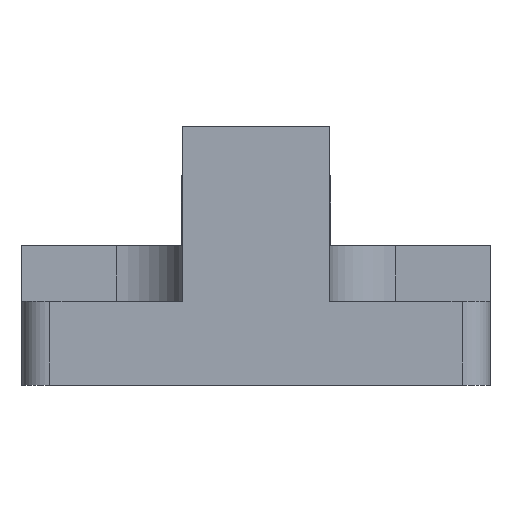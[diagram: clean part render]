
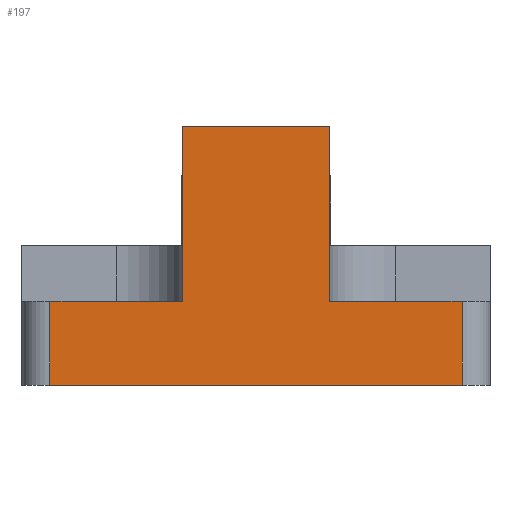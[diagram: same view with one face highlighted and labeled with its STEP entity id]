
A CAD part, left-side view. The second image highlights one B-rep face of the part: STEP entity #197.
In plain terms, the highlighted planar face has unit normal (-1, 0, 0).
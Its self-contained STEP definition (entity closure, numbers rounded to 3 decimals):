
#197 = ADVANCED_FACE( '', ( #309 ), #310, .F. );
#309 = FACE_OUTER_BOUND( '', #512, .T. );
#310 = PLANE( '', #513 );
#512 = EDGE_LOOP( '', ( #885, #886, #887, #888, #889, #890, #891, #892 ) );
#513 = AXIS2_PLACEMENT_3D( '', #893, #894, #895 );
#885 = ORIENTED_EDGE( '', *, *, #1428, .F. );
#886 = ORIENTED_EDGE( '', *, *, #1429, .T. );
#887 = ORIENTED_EDGE( '', *, *, #1430, .T. );
#888 = ORIENTED_EDGE( '', *, *, #1431, .T. );
#889 = ORIENTED_EDGE( '', *, *, #1432, .F. );
#890 = ORIENTED_EDGE( '', *, *, #1399, .F. );
#891 = ORIENTED_EDGE( '', *, *, #1389, .F. );
#892 = ORIENTED_EDGE( '', *, *, #1384, .T. );
#893 = CARTESIAN_POINT( '', ( -50.5, 33.5, 20. ) );
#894 = DIRECTION( '', ( 1., 0., 0. ) );
#895 = DIRECTION( '', ( 0., 0., -1. ) );
#1384 = EDGE_CURVE( '', #1634, #1632, #1635, .T. );
#1389 = EDGE_CURVE( '', #1634, #1643, #1644, .T. );
#1399 = EDGE_CURVE( '', #1643, #1656, #1657, .T. );
#1428 = EDGE_CURVE( '', #1703, #1632, #1704, .T. );
#1429 = EDGE_CURVE( '', #1703, #1705, #1706, .T. );
#1430 = EDGE_CURVE( '', #1705, #1707, #1708, .T. );
#1431 = EDGE_CURVE( '', #1707, #1709, #1710, .F. );
#1432 = EDGE_CURVE( '', #1656, #1709, #1711, .T. );
#1632 = VERTEX_POINT( '', #2021 );
#1634 = VERTEX_POINT( '', #2024 );
#1635 = LINE( '', #2025, #2026 );
#1643 = VERTEX_POINT( '', #2038 );
#1644 = LINE( '', #2039, #2040 );
#1656 = VERTEX_POINT( '', #2061 );
#1657 = LINE( '', #2062, #2063 );
#1703 = VERTEX_POINT( '', #2135 );
#1704 = LINE( '', #2136, #2137 );
#1705 = VERTEX_POINT( '', #2138 );
#1706 = LINE( '', #2139, #2140 );
#1707 = VERTEX_POINT( '', #2141 );
#1708 = LINE( '', #2142, #2143 );
#1709 = VERTEX_POINT( '', #2144 );
#1710 = LINE( '', #2145, #2146 );
#1711 = LINE( '', #2147, #2148 );
#2021 = CARTESIAN_POINT( '', ( -50.5, 10.5, 12. ) );
#2024 = CARTESIAN_POINT( '', ( -50.5, 10.5, 37. ) );
#2025 = CARTESIAN_POINT( '', ( -50.5, 10.5, 37. ) );
#2026 = VECTOR( '', #2450, 1000. );
#2038 = CARTESIAN_POINT( '', ( -50.5, -10.5, 37. ) );
#2039 = CARTESIAN_POINT( '', ( -50.5, 10.5, 37. ) );
#2040 = VECTOR( '', #2455, 1000. );
#2061 = CARTESIAN_POINT( '', ( -50.5, -10.5, 12. ) );
#2062 = CARTESIAN_POINT( '', ( -50.5, -10.5, 37. ) );
#2063 = VECTOR( '', #2465, 1000. );
#2135 = CARTESIAN_POINT( '', ( -50.5, 29.5, 12. ) );
#2136 = CARTESIAN_POINT( '', ( -50.5, 33.5, 12. ) );
#2137 = VECTOR( '', #2498, 1000. );
#2138 = CARTESIAN_POINT( '', ( -50.5, 29.5, 0. ) );
#2139 = CARTESIAN_POINT( '', ( -50.5, 29.5, 20. ) );
#2140 = VECTOR( '', #2499, 1000. );
#2141 = CARTESIAN_POINT( '', ( -50.5, -29.5, 0. ) );
#2142 = CARTESIAN_POINT( '', ( -50.5, 33.5, 0. ) );
#2143 = VECTOR( '', #2500, 1000. );
#2144 = CARTESIAN_POINT( '', ( -50.5, -29.5, 12. ) );
#2145 = CARTESIAN_POINT( '', ( -50.5, -29.5, 20. ) );
#2146 = VECTOR( '', #2501, 1000. );
#2147 = CARTESIAN_POINT( '', ( -50.5, -10.5, 12. ) );
#2148 = VECTOR( '', #2502, 1000. );
#2450 = DIRECTION( '', ( 0., 0., -1. ) );
#2455 = DIRECTION( '', ( 0., -1., 0. ) );
#2465 = DIRECTION( '', ( 0., 0., -1. ) );
#2498 = DIRECTION( '', ( 0., -1., 0. ) );
#2499 = DIRECTION( '', ( 0., 0., -1. ) );
#2500 = DIRECTION( '', ( 0., -1., 0. ) );
#2501 = DIRECTION( '', ( 0., 0., -1. ) );
#2502 = DIRECTION( '', ( 0., -1., 0. ) );
